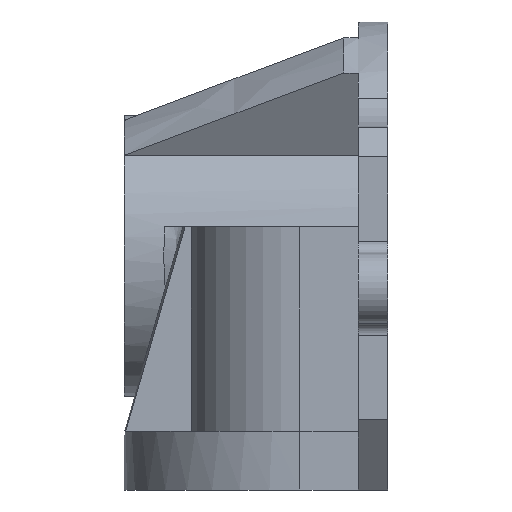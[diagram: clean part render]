
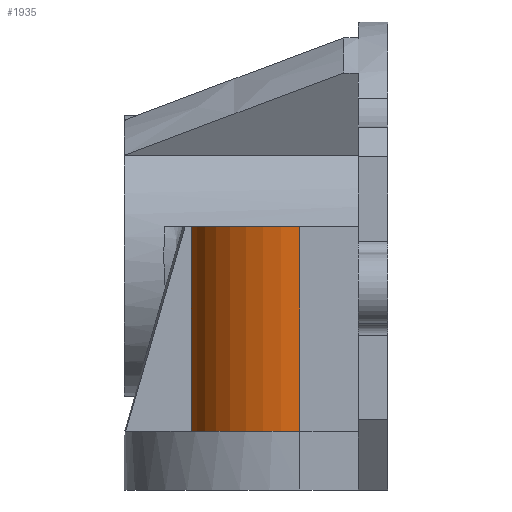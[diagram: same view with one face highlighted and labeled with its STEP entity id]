
A CAD part, left-side view. The second image highlights one B-rep face of the part: STEP entity #1935.
In plain terms, the highlighted cylindrical face has radius 38 mm (diameter 76 mm), a partial arc.
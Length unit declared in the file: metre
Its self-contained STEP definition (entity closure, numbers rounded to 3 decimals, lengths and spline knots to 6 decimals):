
#63=CIRCLE('',#2084,0.038);
#64=CIRCLE('',#2085,0.038);
#144=CYLINDRICAL_SURFACE('',#2083,0.038);
#267=ORIENTED_EDGE('',*,*,#811,.T.);
#268=ORIENTED_EDGE('',*,*,#812,.T.);
#269=ORIENTED_EDGE('',*,*,#813,.T.);
#270=ORIENTED_EDGE('',*,*,#814,.F.);
#811=EDGE_CURVE('',#1074,#1075,#63,.T.);
#812=EDGE_CURVE('',#1075,#1076,#1256,.T.);
#813=EDGE_CURVE('',#1076,#1077,#64,.T.);
#814=EDGE_CURVE('',#1074,#1077,#1257,.T.);
#1074=VERTEX_POINT('',#2978);
#1075=VERTEX_POINT('',#2979);
#1076=VERTEX_POINT('',#2981);
#1077=VERTEX_POINT('',#2983);
#1256=LINE('',#2980,#1429);
#1257=LINE('',#2984,#1430);
#1429=VECTOR('',#2391,1.);
#1430=VECTOR('',#2394,1.);
#1578=EDGE_LOOP('',(#267,#268,#269,#270));
#1726=FACE_BOUND('',#1578,.T.);
#1935=ADVANCED_FACE('',(#1726),#144,.T.);
#2083=AXIS2_PLACEMENT_3D('',#2976,#2387,#2388);
#2084=AXIS2_PLACEMENT_3D('',#2977,#2389,#2390);
#2085=AXIS2_PLACEMENT_3D('',#2982,#2392,#2393);
#2387=DIRECTION('',(0.,0.,-1.));
#2388=DIRECTION('',(1.,0.,0.));
#2389=DIRECTION('',(0.,0.,-1.));
#2390=DIRECTION('',(1.,0.,0.));
#2391=DIRECTION('',(0.,0.,-1.));
#2392=DIRECTION('',(0.,0.,1.));
#2393=DIRECTION('',(1.,0.,0.));
#2394=DIRECTION('',(0.,0.,-1.));
#2976=CARTESIAN_POINT('',(-0.07,0.02,0.01));
#2977=CARTESIAN_POINT('',(-0.07,0.02,0.01));
#2978=CARTESIAN_POINT('',(-0.108,0.02,0.01));
#2979=CARTESIAN_POINT('',(-0.078,0.057148,0.01));
#2980=CARTESIAN_POINT('',(-0.078,0.057148,0.037896));
#2981=CARTESIAN_POINT('',(-0.078,0.057148,-0.06));
#2982=CARTESIAN_POINT('',(-0.07,0.02,-0.06));
#2983=CARTESIAN_POINT('',(-0.108,0.02,-0.06));
#2984=CARTESIAN_POINT('',(-0.108,0.02,0.01));
